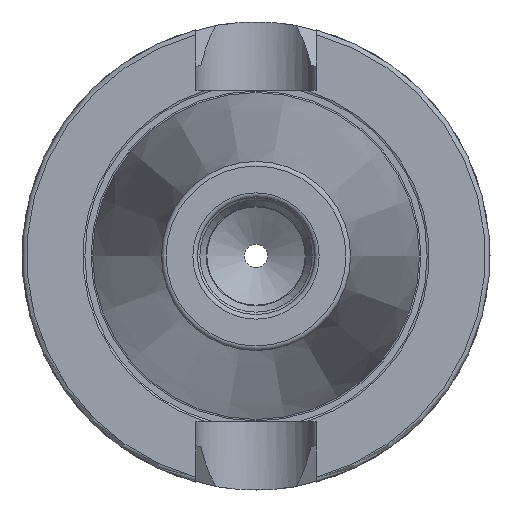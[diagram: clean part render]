
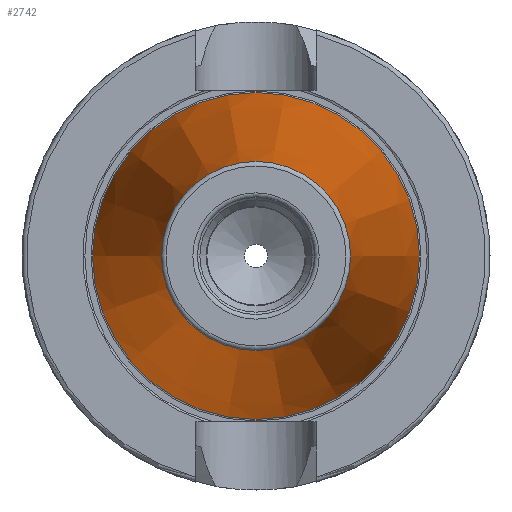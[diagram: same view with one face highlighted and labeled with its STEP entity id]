
A CAD part, left-side view. The second image highlights one B-rep face of the part: STEP entity #2742.
In plain terms, the highlighted conical face has half-angle 8.297 degrees and reference radius 27.564 mm.
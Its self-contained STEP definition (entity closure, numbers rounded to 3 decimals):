
#2715=CARTESIAN_POINT('',(-50.472,0.,0.0));
#2716=DIRECTION('',(1.0,0.,0.0));
#2717=DIRECTION('',(0.0,1.0,0.0));
#2718=AXIS2_PLACEMENT_3D('',#2715,#2716,#2717);
#2719=CONICAL_SURFACE('',#2718,27.564,8.297);
#2720=CARTESIAN_POINT('',(0.0,34.925,0.0));
#2721=VERTEX_POINT('',#2720);
#2722=CARTESIAN_POINT('',(0.,0.,0.0));
#2723=DIRECTION('',(1.0,0.0,0.0));
#2724=DIRECTION('',(0.0,1.0,0.0));
#2725=AXIS2_PLACEMENT_3D('',#2722,#2723,#2724);
#2726=CIRCLE('',#2725,34.925);
#2727=EDGE_CURVE('',#2721,#2721,#2726,.T.);
#2728=ORIENTED_EDGE('',*,*,#2727,.F.);
#2729=EDGE_LOOP('',(#2728));
#2730=FACE_OUTER_BOUND('',#2729,.T.);
#2731=CARTESIAN_POINT('',(-100.944,20.204,0.0));
#2732=VERTEX_POINT('',#2731);
#2733=CARTESIAN_POINT('',(-100.944,0.,0.0));
#2734=DIRECTION('',(1.0,0.0,0.0));
#2735=DIRECTION('',(0.0,1.0,0.0));
#2736=AXIS2_PLACEMENT_3D('',#2733,#2734,#2735);
#2737=CIRCLE('',#2736,20.204);
#2738=EDGE_CURVE('',#2732,#2732,#2737,.T.);
#2739=ORIENTED_EDGE('',*,*,#2738,.T.);
#2740=EDGE_LOOP('',(#2739));
#2741=FACE_BOUND('',#2740,.T.);
#2742=ADVANCED_FACE('',(#2730,#2741),#2719,.T.);
